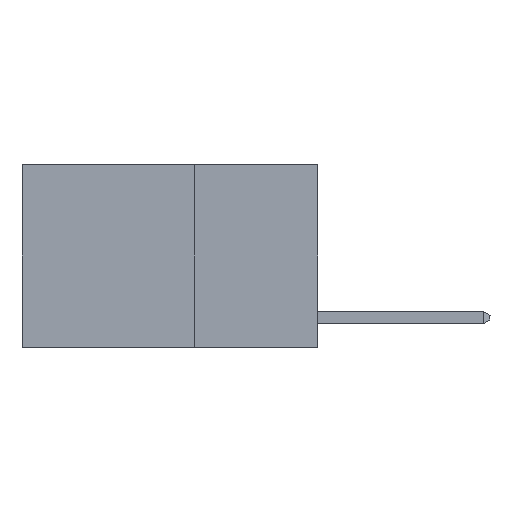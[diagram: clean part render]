
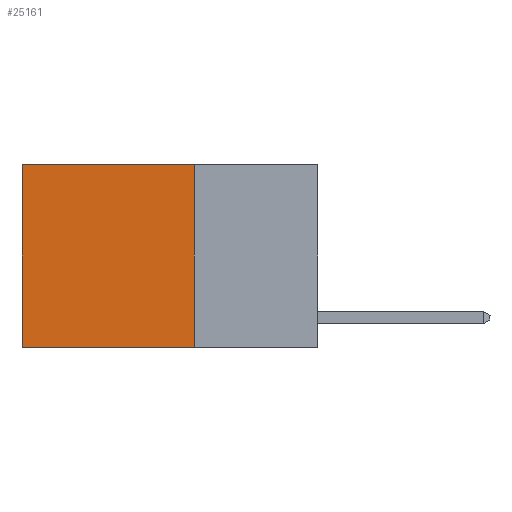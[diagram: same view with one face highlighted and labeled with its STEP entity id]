
A CAD part, left-side view. The second image highlights one B-rep face of the part: STEP entity #25161.
In plain terms, the highlighted planar face has unit normal (-1, 0, 0).
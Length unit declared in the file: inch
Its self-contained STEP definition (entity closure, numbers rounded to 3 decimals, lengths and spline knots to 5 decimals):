
#177 = ORIENTED_EDGE ( 'NONE', *, *, #23975, .F. ) ;
#2536 = DIRECTION ( 'NONE',  ( 1., 0., 0. ) ) ;
#2664 = VERTEX_POINT ( 'NONE', #21854 ) ;
#3949 = VERTEX_POINT ( 'NONE', #13410 ) ;
#3959 = CARTESIAN_POINT ( 'NONE',  ( 0.2625, 0.25, -0.37 ) ) ;
#4754 = FACE_OUTER_BOUND ( 'NONE', #5807, .T. ) ;
#5024 = LINE ( 'NONE', #9197, #26526 ) ;
#5164 = DIRECTION ( 'NONE',  ( 0., 1., 0. ) ) ;
#5313 = CARTESIAN_POINT ( 'NONE',  ( 0.2625, 0.25, 0. ) ) ;
#5807 = EDGE_LOOP ( 'NONE', ( #28550, #177, #10576, #19209 ) ) ;
#6004 = VECTOR ( 'NONE', #20400, 39.37008 ) ;
#6641 = CARTESIAN_POINT ( 'NONE',  ( 0.2625, 0.25, 0. ) ) ;
#9197 = CARTESIAN_POINT ( 'NONE',  ( 0.2625, 0.6, 0. ) ) ;
#9828 = VERTEX_POINT ( 'NONE', #15470 ) ;
#10576 = ORIENTED_EDGE ( 'NONE', *, *, #19639, .F. ) ;
#11082 = EDGE_CURVE ( 'NONE', #2664, #9828, #25877, .T. ) ;
#11107 = VERTEX_POINT ( 'NONE', #14785 ) ;
#11366 = LINE ( 'NONE', #6641, #6004 ) ;
#11572 = DIRECTION ( 'NONE',  ( 0., 0., -1. ) ) ;
#11833 = DIRECTION ( 'NONE',  ( 0., 0., -1. ) ) ;
#12191 = EDGE_CURVE ( 'NONE', #9828, #3949, #5024, .T. ) ;
#13280 = LINE ( 'NONE', #3959, #13990 ) ;
#13410 = CARTESIAN_POINT ( 'NONE',  ( 0.2625, 0.6, -0.37 ) ) ;
#13780 = CARTESIAN_POINT ( 'NONE',  ( 0.2625, 0.25, 0. ) ) ;
#13990 = VECTOR ( 'NONE', #28365, 39.37008 ) ;
#14785 = CARTESIAN_POINT ( 'NONE',  ( 0.2625, 0.25, -0.37 ) ) ;
#15470 = CARTESIAN_POINT ( 'NONE',  ( 0.2625, 0.6, 0. ) ) ;
#18452 = VECTOR ( 'NONE', #5164, 39.37008 ) ;
#19209 = ORIENTED_EDGE ( 'NONE', *, *, #11082, .T. ) ;
#19639 = EDGE_CURVE ( 'NONE', #2664, #11107, #11366, .T. ) ;
#20400 = DIRECTION ( 'NONE',  ( 0., 0., -1. ) ) ;
#21854 = CARTESIAN_POINT ( 'NONE',  ( 0.2625, 0.25, 0. ) ) ;
#23975 = EDGE_CURVE ( 'NONE', #11107, #3949, #13280, .T. ) ;
#24445 = AXIS2_PLACEMENT_3D ( 'NONE', #13780, #2536, #11572 ) ;
#25161 = ADVANCED_FACE ( 'NONE', ( #4754 ), #29191, .F. ) ;
#25877 = LINE ( 'NONE', #5313, #18452 ) ;
#26526 = VECTOR ( 'NONE', #11833, 39.37008 ) ;
#28365 = DIRECTION ( 'NONE',  ( 0., 1., 0. ) ) ;
#28550 = ORIENTED_EDGE ( 'NONE', *, *, #12191, .T. ) ;
#29191 = PLANE ( 'NONE',  #24445 ) ;
